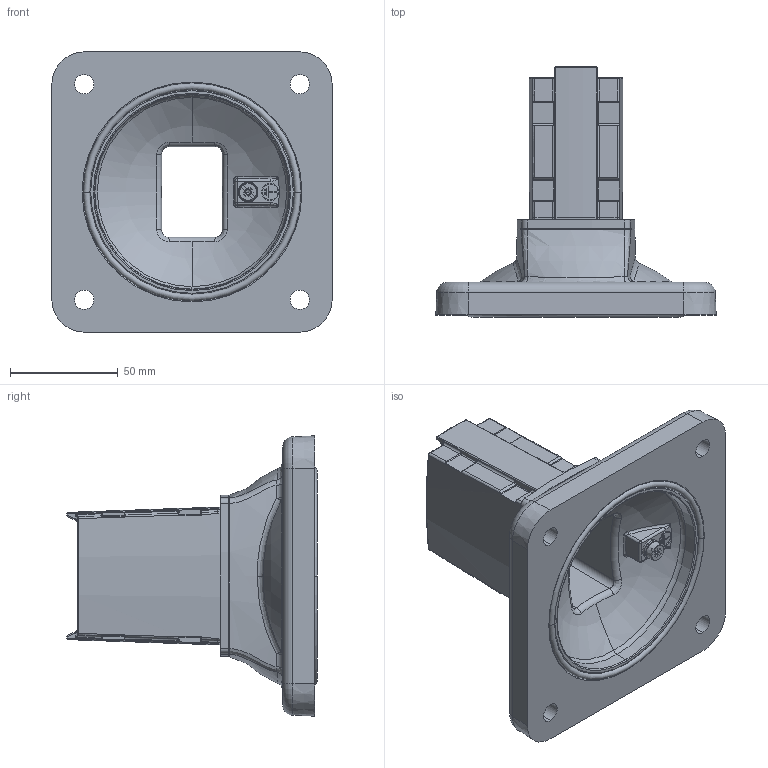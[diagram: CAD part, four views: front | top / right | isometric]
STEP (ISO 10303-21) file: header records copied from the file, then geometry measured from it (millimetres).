
FILE_DESCRIPTION((''),'2;1');
FILE_NAME('1017300015_ASM','2015-07-15T',('Falk.Schoember'),(''),'PRO/ENGINEER BY PARAMETRIC TECHNOLOGY CORPORATION, 2012360','PRO/ENGINEER BY PARAMETRIC TECHNOLOGY CORPORATION, 2012360','');
FILE_SCHEMA(('AUTOMOTIVE_DESIGN { 1 0 10303 214 1 1 1 1 }'));
Length unit declared in the file: millimetre
Products named in the file (6): 9324221000_AF0; 9620453000_ASM; 9231797000_AF16; 9231010000_DICHTUNG-SF; 9261441000; 1017300015_ASM
Assembly tree (5 placements, depth 3):
  1017300015_ASM
    9620453000_ASM
      9324221000_AF0
    9231797000_AF16
    9231010000_DICHTUNG-SF
    9261441000
Bounding box: 130 x 116 x 130 mm (x, y, z)
Volume: 321479.8 mm3; surface area: 152754.7 mm2
Topology: 4 solids, 19 shells, 694 faces, 1991 edges, 1303 vertices
Faces by surface type: cylinder 224, plane 194, bspline 117, torus 83, sphere 42, cone 34
Entity records: 40812 total; most frequent: CARTESIAN_POINT 13001, ORIENTED_EDGE 3488, DIRECTION 3328, EDGE_CURVE 1985, PRESENTATION_STYLE_ASSIGNMENT 1827, STYLED_ITEM 1827, VERTEX_POINT 1303, AXIS2_PLACEMENT_3D 1283
